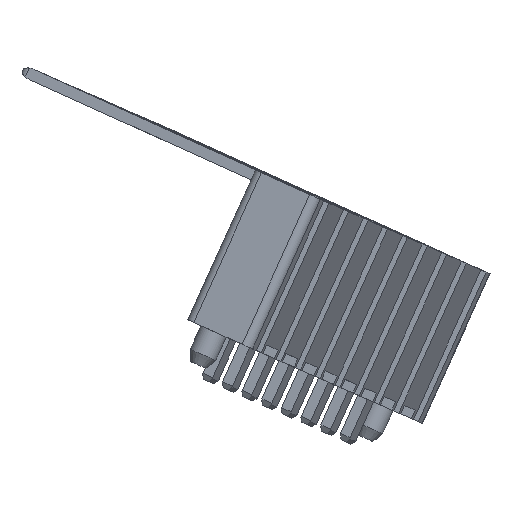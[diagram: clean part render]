
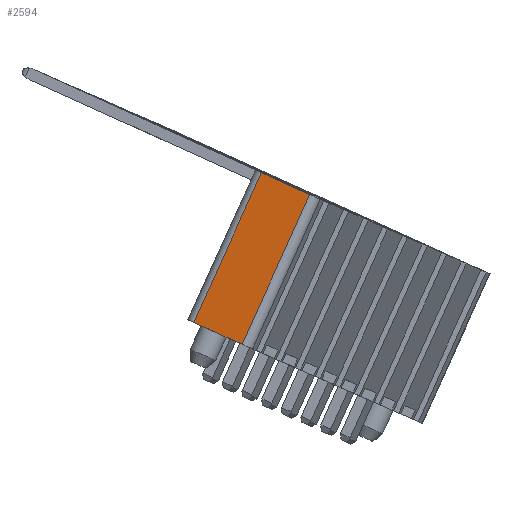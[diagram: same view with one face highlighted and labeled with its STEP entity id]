
A CAD part, front view. The second image highlights one B-rep face of the part: STEP entity #2594.
In plain terms, the highlighted face is planar.
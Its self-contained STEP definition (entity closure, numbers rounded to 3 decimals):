
#139=CARTESIAN_POINT('Vertex',(-152.107,-236.087,267.573)) ;
#192=CARTESIAN_POINT('Line Origine',(-152.543,-235.942,267.77)) ;
#196=CARTESIAN_POINT('Vertex',(-152.979,-235.796,267.968)) ;
#306=CARTESIAN_POINT('Vertex',(-150.364,-236.667,266.783)) ;
#309=CARTESIAN_POINT('Line Origine',(-151.236,-236.377,267.178)) ;
#2549=CARTESIAN_POINT('Line Origine',(-152.979,-235.796,267.968)) ;
#2553=CARTESIAN_POINT('Vertex',(-149.317,-235.826,276.074)) ;
#2570=CARTESIAN_POINT('Axis2P3D Location',(-178.401,-226.22,288.587)) ;
#2575=CARTESIAN_POINT('Line Origine',(-148.533,-236.682,270.836)) ;
#2579=CARTESIAN_POINT('Vertex',(-146.702,-236.697,274.889)) ;
#2582=CARTESIAN_POINT('Line Origine',(-148.01,-236.261,275.482)) ;
#193=DIRECTION('Vector Direction',(0.872,-0.29,-0.395)) ;
#310=DIRECTION('Vector Direction',(0.872,-0.29,-0.395)) ;
#2550=DIRECTION('Vector Direction',(-0.412,0.003,-0.911)) ;
#2571=DIRECTION('Axis2P3D Direction',(0.266,0.957,-0.117)) ;
#2572=DIRECTION('Axis2P3D XDirection',(-0.963,0.268,0.)) ;
#2576=DIRECTION('Vector Direction',(0.412,-0.003,0.911)) ;
#2583=DIRECTION('Vector Direction',(0.872,-0.29,-0.395)) ;
#2573=AXIS2_PLACEMENT_3D('Plane Axis2P3D',#2570,#2571,#2572) ;
#2588=ORIENTED_EDGE('',*,*,#2581,.T.) ;
#2589=ORIENTED_EDGE('',*,*,#2586,.F.) ;
#2590=ORIENTED_EDGE('',*,*,#2555,.T.) ;
#2591=ORIENTED_EDGE('',*,*,#198,.T.) ;
#2592=ORIENTED_EDGE('',*,*,#313,.T.) ;
#194=VECTOR('Line Direction',#193,1.) ;
#311=VECTOR('Line Direction',#310,1.) ;
#2551=VECTOR('Line Direction',#2550,1.) ;
#2577=VECTOR('Line Direction',#2576,1.) ;
#2584=VECTOR('Line Direction',#2583,1.) ;
#2594=ADVANCED_FACE('MANIFOLD_SOLID_BREP #693',(#2593),#2574,.F.) ;
#198=EDGE_CURVE('',#197,#140,#195,.T.) ;
#313=EDGE_CURVE('',#140,#307,#312,.T.) ;
#2555=EDGE_CURVE('',#2554,#197,#2552,.T.) ;
#2581=EDGE_CURVE('',#307,#2580,#2578,.T.) ;
#2586=EDGE_CURVE('',#2554,#2580,#2585,.T.) ;
#2587=EDGE_LOOP('',(#2588,#2589,#2590,#2591,#2592)) ;
#2593=FACE_OUTER_BOUND('',#2587,.T.) ;
#195=LINE('Line',#192,#194) ;
#312=LINE('Line',#309,#311) ;
#2552=LINE('Line',#2549,#2551) ;
#2578=LINE('Line',#2575,#2577) ;
#2585=LINE('Line',#2582,#2584) ;
#2574=PLANE('',#2573) ;
#140=VERTEX_POINT('',#139) ;
#197=VERTEX_POINT('',#196) ;
#307=VERTEX_POINT('',#306) ;
#2554=VERTEX_POINT('',#2553) ;
#2580=VERTEX_POINT('',#2579) ;
